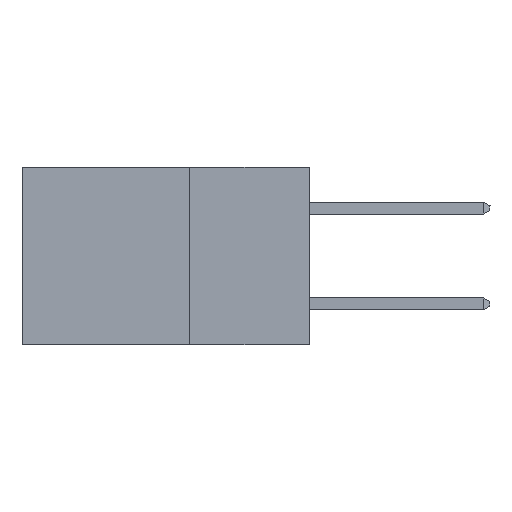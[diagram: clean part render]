
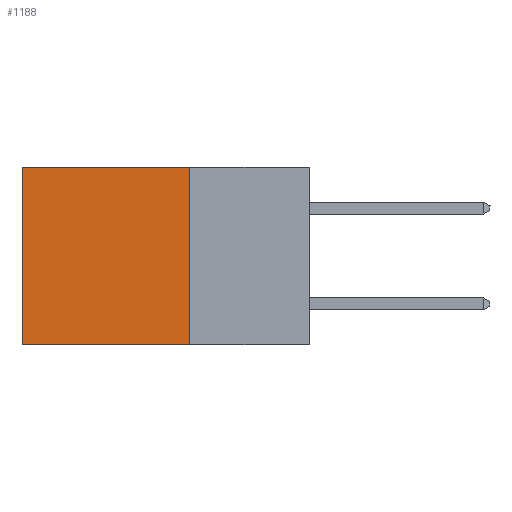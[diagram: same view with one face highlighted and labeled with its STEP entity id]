
A CAD part, left-side view. The second image highlights one B-rep face of the part: STEP entity #1188.
In plain terms, the highlighted planar face has unit normal (-1, 0, 0).
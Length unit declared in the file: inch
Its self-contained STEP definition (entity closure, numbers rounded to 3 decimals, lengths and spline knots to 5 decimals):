
#1136 = CARTESIAN_POINT ( 'NONE',  ( 0.2875, 0.25, 0. ) ) ;
#1188 = ADVANCED_FACE ( 'NONE', ( #12368 ), #8800, .F. ) ;
#1359 = CARTESIAN_POINT ( 'NONE',  ( 0.2875, 0.25, -0.37 ) ) ;
#1915 = VECTOR ( 'NONE', #12425, 39.37008 ) ;
#1939 = VERTEX_POINT ( 'NONE', #10564 ) ;
#2349 = LINE ( 'NONE', #13611, #1915 ) ;
#2908 = EDGE_CURVE ( 'NONE', #11638, #1939, #16562, .T. ) ;
#3453 = VECTOR ( 'NONE', #3957, 39.37008 ) ;
#3866 = VERTEX_POINT ( 'NONE', #8747 ) ;
#3957 = DIRECTION ( 'NONE',  ( 0., 0., -1. ) ) ;
#4053 = AXIS2_PLACEMENT_3D ( 'NONE', #5746, #11633, #4530 ) ;
#4102 = DIRECTION ( 'NONE',  ( 0., 1., 0. ) ) ;
#4479 = DIRECTION ( 'NONE',  ( 0., 0., -1. ) ) ;
#4530 = DIRECTION ( 'NONE',  ( 0., 0., -1. ) ) ;
#4753 = CARTESIAN_POINT ( 'NONE',  ( 0.2875, 0.25, 0. ) ) ;
#5746 = CARTESIAN_POINT ( 'NONE',  ( 0.2875, 0.25, 0. ) ) ;
#6320 = VECTOR ( 'NONE', #4102, 39.37008 ) ;
#6898 = ORIENTED_EDGE ( 'NONE', *, *, #2908, .F. ) ;
#7974 = EDGE_CURVE ( 'NONE', #11638, #3866, #2349, .T. ) ;
#8032 = VECTOR ( 'NONE', #4479, 39.37008 ) ;
#8747 = CARTESIAN_POINT ( 'NONE',  ( 0.2875, 0.6, 0. ) ) ;
#8800 = PLANE ( 'NONE',  #4053 ) ;
#9197 = VERTEX_POINT ( 'NONE', #11957 ) ;
#9858 = ORIENTED_EDGE ( 'NONE', *, *, #11468, .T. ) ;
#10267 = ORIENTED_EDGE ( 'NONE', *, *, #7974, .T. ) ;
#10564 = CARTESIAN_POINT ( 'NONE',  ( 0.2875, 0.25, -0.37 ) ) ;
#10807 = CARTESIAN_POINT ( 'NONE',  ( 0.2875, 0.6, 0. ) ) ;
#11173 = EDGE_LOOP ( 'NONE', ( #9858, #16521, #6898, #10267 ) ) ;
#11404 = LINE ( 'NONE', #10807, #8032 ) ;
#11468 = EDGE_CURVE ( 'NONE', #3866, #9197, #11404, .T. ) ;
#11633 = DIRECTION ( 'NONE',  ( 1., 0., 0. ) ) ;
#11638 = VERTEX_POINT ( 'NONE', #4753 ) ;
#11957 = CARTESIAN_POINT ( 'NONE',  ( 0.2875, 0.6, -0.37 ) ) ;
#12368 = FACE_OUTER_BOUND ( 'NONE', #11173, .T. ) ;
#12425 = DIRECTION ( 'NONE',  ( 0., 1., 0. ) ) ;
#13611 = CARTESIAN_POINT ( 'NONE',  ( 0.2875, 0.25, 0. ) ) ;
#15447 = LINE ( 'NONE', #1359, #6320 ) ;
#15500 = EDGE_CURVE ( 'NONE', #1939, #9197, #15447, .T. ) ;
#16521 = ORIENTED_EDGE ( 'NONE', *, *, #15500, .F. ) ;
#16562 = LINE ( 'NONE', #1136, #3453 ) ;
